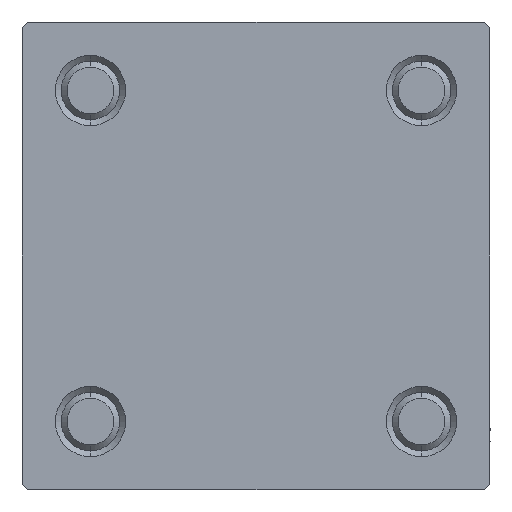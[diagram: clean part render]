
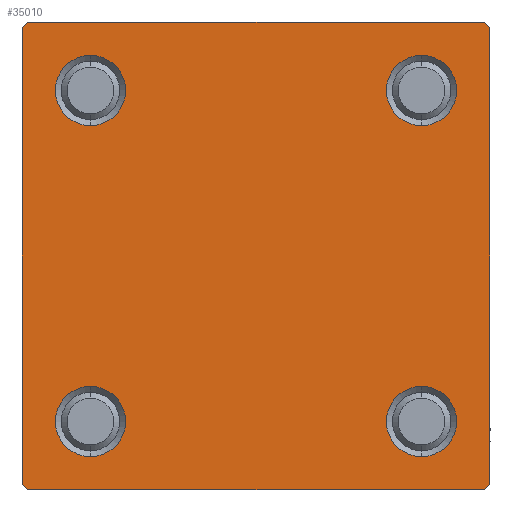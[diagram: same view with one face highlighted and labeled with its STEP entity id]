
A CAD part, left-side view. The second image highlights one B-rep face of the part: STEP entity #35010.
In plain terms, the highlighted planar face has unit normal (-1, 0, 0).
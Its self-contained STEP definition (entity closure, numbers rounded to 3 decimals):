
#169 = CARTESIAN_POINT ( 'NONE',  ( 0., -19.5, 20. ) ) ;
#667 = VERTEX_POINT ( 'NONE', #46810 ) ;
#726 = CARTESIAN_POINT ( 'NONE',  ( 0., 20., 19.5 ) ) ;
#874 = DIRECTION ( 'NONE',  ( 0., 0., -1. ) ) ;
#1050 = EDGE_CURVE ( 'NONE', #39382, #40144, #33487, .T. ) ;
#1068 = PLANE ( 'NONE',  #7497 ) ;
#1312 = CARTESIAN_POINT ( 'NONE',  ( 0., -14.15, -17.15 ) ) ;
#1460 = CARTESIAN_POINT ( 'NONE',  ( 0., -20., 20. ) ) ;
#2523 = AXIS2_PLACEMENT_3D ( 'NONE', #3772, #18663, #27001 ) ;
#3030 = ORIENTED_EDGE ( 'NONE', *, *, #27617, .T. ) ;
#3772 = CARTESIAN_POINT ( 'NONE',  ( 0., 14.15, 14.15 ) ) ;
#3774 = VECTOR ( 'NONE', #23721, 1000. ) ;
#4180 = VECTOR ( 'NONE', #19077, 1000. ) ;
#4322 = EDGE_LOOP ( 'NONE', ( #6765, #8725, #33196, #33637, #26368, #42284, #41911, #42218 ) ) ;
#4584 = LINE ( 'NONE', #36126, #16777 ) ;
#5332 = AXIS2_PLACEMENT_3D ( 'NONE', #14717, #27090, #15217 ) ;
#6039 = AXIS2_PLACEMENT_3D ( 'NONE', #40347, #39840, #36042 ) ;
#6344 = EDGE_CURVE ( 'NONE', #11333, #29548, #47291, .T. ) ;
#6490 = CIRCLE ( 'NONE', #49224, 3. ) ;
#6765 = ORIENTED_EDGE ( 'NONE', *, *, #9321, .T. ) ;
#7152 = CARTESIAN_POINT ( 'NONE',  ( 0., -14.15, 11.15 ) ) ;
#7497 = AXIS2_PLACEMENT_3D ( 'NONE', #12160, #31358, #8381 ) ;
#8242 = DIRECTION ( 'NONE',  ( 1., 0., 0. ) ) ;
#8381 = DIRECTION ( 'NONE',  ( 0., 0., 1. ) ) ;
#8725 = ORIENTED_EDGE ( 'NONE', *, *, #38558, .T. ) ;
#8842 = VERTEX_POINT ( 'NONE', #36315 ) ;
#8902 = DIRECTION ( 'NONE',  ( 1., 0., 0. ) ) ;
#9321 = EDGE_CURVE ( 'NONE', #38111, #35855, #23820, .T. ) ;
#10091 = EDGE_CURVE ( 'NONE', #49568, #38111, #44598, .T. ) ;
#10509 = EDGE_CURVE ( 'NONE', #36353, #30743, #4584, .T. ) ;
#10936 = AXIS2_PLACEMENT_3D ( 'NONE', #32105, #24028, #27828 ) ;
#11005 = LINE ( 'NONE', #34237, #4180 ) ;
#11280 = AXIS2_PLACEMENT_3D ( 'NONE', #38779, #32931, #40770 ) ;
#11333 = VERTEX_POINT ( 'NONE', #7152 ) ;
#12007 = ORIENTED_EDGE ( 'NONE', *, *, #46824, .T. ) ;
#12160 = CARTESIAN_POINT ( 'NONE',  ( 0., 0., 0. ) ) ;
#12350 = LINE ( 'NONE', #34364, #3774 ) ;
#13502 = VECTOR ( 'NONE', #45603, 1000. ) ;
#14524 = CARTESIAN_POINT ( 'NONE',  ( 0., 19.75, 19.75 ) ) ;
#14717 = CARTESIAN_POINT ( 'NONE',  ( 0., -14.15, 14.15 ) ) ;
#15217 = DIRECTION ( 'NONE',  ( 0., 0., 1. ) ) ;
#15249 = LINE ( 'NONE', #42278, #36596 ) ;
#15309 = CIRCLE ( 'NONE', #11280, 3. ) ;
#15944 = FACE_BOUND ( 'NONE', #46328, .T. ) ;
#16034 = EDGE_CURVE ( 'NONE', #49577, #35098, #15309, .T. ) ;
#16194 = FACE_OUTER_BOUND ( 'NONE', #4322, .T. ) ;
#16739 = CARTESIAN_POINT ( 'NONE',  ( 0., 20., 20. ) ) ;
#16777 = VECTOR ( 'NONE', #20461, 1000. ) ;
#16942 = FACE_BOUND ( 'NONE', #33626, .T. ) ;
#17204 = CARTESIAN_POINT ( 'NONE',  ( 0., -14.15, 14.15 ) ) ;
#17362 = VERTEX_POINT ( 'NONE', #40713 ) ;
#18663 = DIRECTION ( 'NONE',  ( 1., 0., 0. ) ) ;
#19077 = DIRECTION ( 'NONE',  ( 0., -1., 0. ) ) ;
#19788 = VECTOR ( 'NONE', #32497, 1000. ) ;
#19854 = EDGE_CURVE ( 'NONE', #29548, #11333, #6490, .T. ) ;
#20177 = ORIENTED_EDGE ( 'NONE', *, *, #40630, .T. ) ;
#20461 = DIRECTION ( 'NONE',  ( 0., 0.707, 0.707 ) ) ;
#22600 = ORIENTED_EDGE ( 'NONE', *, *, #1050, .T. ) ;
#22677 = CARTESIAN_POINT ( 'NONE',  ( 0., -14.15, 17.15 ) ) ;
#22979 = AXIS2_PLACEMENT_3D ( 'NONE', #23981, #39391, #23733 ) ;
#23721 = DIRECTION ( 'NONE',  ( 0., -0.707, 0.707 ) ) ;
#23723 = VERTEX_POINT ( 'NONE', #34858 ) ;
#23733 = DIRECTION ( 'NONE',  ( 0., 0., 1. ) ) ;
#23820 = LINE ( 'NONE', #16739, #23950 ) ;
#23950 = VECTOR ( 'NONE', #874, 1000. ) ;
#23981 = CARTESIAN_POINT ( 'NONE',  ( 0., 14.15, -14.15 ) ) ;
#24021 = FACE_BOUND ( 'NONE', #40054, .T. ) ;
#24028 = DIRECTION ( 'NONE',  ( 1., 0., 0. ) ) ;
#25880 = CARTESIAN_POINT ( 'NONE',  ( 0., 14.15, 11.15 ) ) ;
#26368 = ORIENTED_EDGE ( 'NONE', *, *, #47169, .F. ) ;
#27001 = DIRECTION ( 'NONE',  ( 0., 0., 1. ) ) ;
#27090 = DIRECTION ( 'NONE',  ( 1., 0., 0. ) ) ;
#27617 = EDGE_CURVE ( 'NONE', #40144, #39382, #43650, .T. ) ;
#27828 = DIRECTION ( 'NONE',  ( 0., 0., 1. ) ) ;
#29548 = VERTEX_POINT ( 'NONE', #22677 ) ;
#29691 = CARTESIAN_POINT ( 'NONE',  ( 0., -20., 19.5 ) ) ;
#30743 = VERTEX_POINT ( 'NONE', #169 ) ;
#30804 = CARTESIAN_POINT ( 'NONE',  ( 0., 20., -19.5 ) ) ;
#31358 = DIRECTION ( 'NONE',  ( -1., 0., 0. ) ) ;
#31459 = CARTESIAN_POINT ( 'NONE',  ( 0., 14.15, 14.15 ) ) ;
#31796 = ORIENTED_EDGE ( 'NONE', *, *, #41521, .T. ) ;
#31993 = LINE ( 'NONE', #1460, #19788 ) ;
#32105 = CARTESIAN_POINT ( 'NONE',  ( 0., -14.15, -14.15 ) ) ;
#32213 = CARTESIAN_POINT ( 'NONE',  ( 0., 14.15, 17.15 ) ) ;
#32497 = DIRECTION ( 'NONE',  ( 0., 0., -1. ) ) ;
#32630 = CIRCLE ( 'NONE', #6039, 3. ) ;
#32667 = EDGE_CURVE ( 'NONE', #49568, #30743, #11005, .T. ) ;
#32931 = DIRECTION ( 'NONE',  ( 1., 0., 0. ) ) ;
#33196 = ORIENTED_EDGE ( 'NONE', *, *, #42421, .T. ) ;
#33487 = CIRCLE ( 'NONE', #42397, 3. ) ;
#33626 = EDGE_LOOP ( 'NONE', ( #45156, #34027 ) ) ;
#33637 = ORIENTED_EDGE ( 'NONE', *, *, #45363, .T. ) ;
#34027 = ORIENTED_EDGE ( 'NONE', *, *, #6344, .T. ) ;
#34237 = CARTESIAN_POINT ( 'NONE',  ( 0., 20., 20. ) ) ;
#34364 = CARTESIAN_POINT ( 'NONE',  ( 0., -19.75, -19.75 ) ) ;
#34858 = CARTESIAN_POINT ( 'NONE',  ( 0., -20., -19.5 ) ) ;
#34924 = CARTESIAN_POINT ( 'NONE',  ( 0., -14.15, -11.15 ) ) ;
#35010 = ADVANCED_FACE ( 'NONE', ( #16942, #35144, #15944, #24021, #16194 ), #1068, .T. ) ;
#35098 = VERTEX_POINT ( 'NONE', #1312 ) ;
#35144 = FACE_BOUND ( 'NONE', #45273, .T. ) ;
#35854 = CARTESIAN_POINT ( 'NONE',  ( 0., 20., -20. ) ) ;
#35855 = VERTEX_POINT ( 'NONE', #30804 ) ;
#36042 = DIRECTION ( 'NONE',  ( 0., 0., 1. ) ) ;
#36126 = CARTESIAN_POINT ( 'NONE',  ( 0., -19.75, 19.75 ) ) ;
#36315 = CARTESIAN_POINT ( 'NONE',  ( 0., 14.15, -17.15 ) ) ;
#36353 = VERTEX_POINT ( 'NONE', #29691 ) ;
#36596 = VECTOR ( 'NONE', #49627, 1000. ) ;
#38111 = VERTEX_POINT ( 'NONE', #726 ) ;
#38558 = EDGE_CURVE ( 'NONE', #35855, #17362, #15249, .T. ) ;
#38779 = CARTESIAN_POINT ( 'NONE',  ( 0., -14.15, -14.15 ) ) ;
#39146 = LINE ( 'NONE', #35854, #45604 ) ;
#39382 = VERTEX_POINT ( 'NONE', #25880 ) ;
#39391 = DIRECTION ( 'NONE',  ( 1., 0., 0. ) ) ;
#39449 = VERTEX_POINT ( 'NONE', #46821 ) ;
#39840 = DIRECTION ( 'NONE',  ( 1., 0., 0. ) ) ;
#40054 = EDGE_LOOP ( 'NONE', ( #3030, #22600 ) ) ;
#40144 = VERTEX_POINT ( 'NONE', #32213 ) ;
#40347 = CARTESIAN_POINT ( 'NONE',  ( 0., 14.15, -14.15 ) ) ;
#40463 = DIRECTION ( 'NONE',  ( 0., 0., 1. ) ) ;
#40630 = EDGE_CURVE ( 'NONE', #8842, #667, #32630, .T. ) ;
#40713 = CARTESIAN_POINT ( 'NONE',  ( 0., 19.5, -20. ) ) ;
#40770 = DIRECTION ( 'NONE',  ( 0., 0., 1. ) ) ;
#41521 = EDGE_CURVE ( 'NONE', #667, #8842, #43121, .T. ) ;
#41911 = ORIENTED_EDGE ( 'NONE', *, *, #32667, .F. ) ;
#42218 = ORIENTED_EDGE ( 'NONE', *, *, #10091, .T. ) ;
#42278 = CARTESIAN_POINT ( 'NONE',  ( 0., 19.75, -19.75 ) ) ;
#42284 = ORIENTED_EDGE ( 'NONE', *, *, #10509, .T. ) ;
#42397 = AXIS2_PLACEMENT_3D ( 'NONE', #31459, #8242, #46876 ) ;
#42421 = EDGE_CURVE ( 'NONE', #17362, #39449, #39146, .T. ) ;
#43121 = CIRCLE ( 'NONE', #22979, 3. ) ;
#43186 = CIRCLE ( 'NONE', #10936, 3. ) ;
#43650 = CIRCLE ( 'NONE', #2523, 3. ) ;
#43934 = ORIENTED_EDGE ( 'NONE', *, *, #16034, .T. ) ;
#44598 = LINE ( 'NONE', #14524, #13502 ) ;
#45156 = ORIENTED_EDGE ( 'NONE', *, *, #19854, .T. ) ;
#45273 = EDGE_LOOP ( 'NONE', ( #43934, #12007 ) ) ;
#45363 = EDGE_CURVE ( 'NONE', #39449, #23723, #12350, .T. ) ;
#45603 = DIRECTION ( 'NONE',  ( 0., 0.707, -0.707 ) ) ;
#45604 = VECTOR ( 'NONE', #46749, 1000. ) ;
#46328 = EDGE_LOOP ( 'NONE', ( #31796, #20177 ) ) ;
#46555 = CARTESIAN_POINT ( 'NONE',  ( 0., 19.5, 20. ) ) ;
#46749 = DIRECTION ( 'NONE',  ( 0., -1., 0. ) ) ;
#46810 = CARTESIAN_POINT ( 'NONE',  ( 0., 14.15, -11.15 ) ) ;
#46821 = CARTESIAN_POINT ( 'NONE',  ( 0., -19.5, -20. ) ) ;
#46824 = EDGE_CURVE ( 'NONE', #35098, #49577, #43186, .T. ) ;
#46876 = DIRECTION ( 'NONE',  ( 0., 0., 1. ) ) ;
#47169 = EDGE_CURVE ( 'NONE', #36353, #23723, #31993, .T. ) ;
#47291 = CIRCLE ( 'NONE', #5332, 3. ) ;
#49224 = AXIS2_PLACEMENT_3D ( 'NONE', #17204, #8902, #40463 ) ;
#49568 = VERTEX_POINT ( 'NONE', #46555 ) ;
#49577 = VERTEX_POINT ( 'NONE', #34924 ) ;
#49627 = DIRECTION ( 'NONE',  ( 0., -0.707, -0.707 ) ) ;
